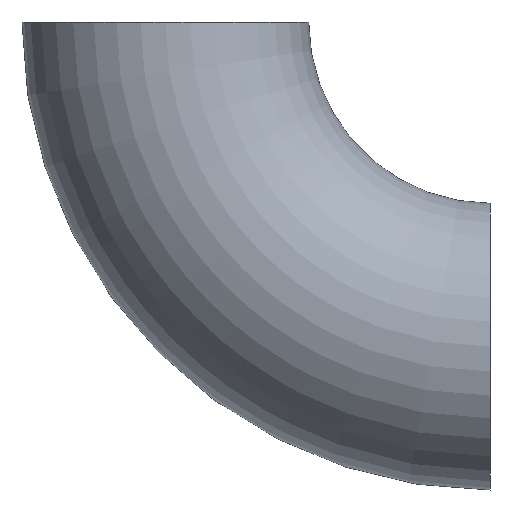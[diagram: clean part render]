
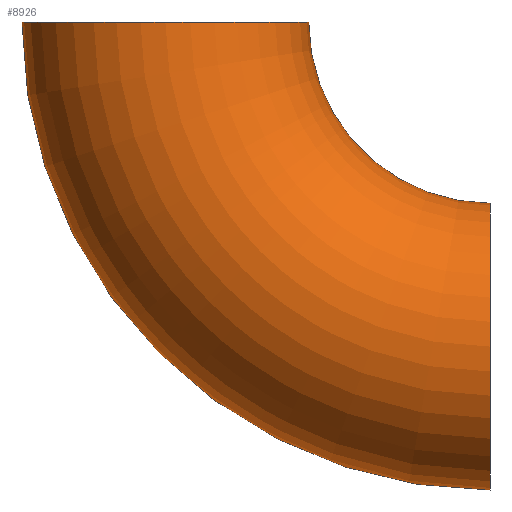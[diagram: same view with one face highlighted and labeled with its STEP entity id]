
A CAD part, left-side view. The second image highlights one B-rep face of the part: STEP entity #8926.
In plain terms, the highlighted toroidal (fillet/blend) face has major radius 48 mm and minor radius 21.2 mm.
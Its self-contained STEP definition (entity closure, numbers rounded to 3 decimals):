
#107 = EDGE_LOOP ( 'NONE', ( #3726, #7454, #1831, #5144 ) ) ;
#237 = EDGE_CURVE ( 'NONE', #2411, #2538, #1365, .T. ) ;
#378 = CARTESIAN_POINT ( 'NONE',  ( 0., 0., 0. ) ) ;
#766 = AXIS2_PLACEMENT_3D ( 'NONE', #8786, #8024, #9547 ) ;
#1365 = CIRCLE ( 'NONE', #4217, 69.2 ) ;
#1831 = ORIENTED_EDGE ( 'NONE', *, *, #6131, .T. ) ;
#1872 = DIRECTION ( 'NONE',  ( 0., 0., 1. ) ) ;
#1908 = DIRECTION ( 'NONE',  ( 0., 1., 0. ) ) ;
#2279 = CARTESIAN_POINT ( 'NONE',  ( 0., 69.2, 0. ) ) ;
#2292 = TOROIDAL_SURFACE ( 'NONE', #3692, 48., 21.2 ) ;
#2411 = VERTEX_POINT ( 'NONE', #2279 ) ;
#2538 = VERTEX_POINT ( 'NONE', #8060 ) ;
#2550 = DIRECTION ( 'NONE',  ( -1., 0., 0. ) ) ;
#2689 = DIRECTION ( 'NONE',  ( -1., 0., 0. ) ) ;
#2788 = FACE_OUTER_BOUND ( 'NONE', #107, .T. ) ;
#3388 = DIRECTION ( 'NONE',  ( -1., 0., 0. ) ) ;
#3692 = AXIS2_PLACEMENT_3D ( 'NONE', #4113, #2550, #7523 ) ;
#3726 = ORIENTED_EDGE ( 'NONE', *, *, #7950, .F. ) ;
#4089 = AXIS2_PLACEMENT_3D ( 'NONE', #378, #3388, #9725 ) ;
#4113 = CARTESIAN_POINT ( 'NONE',  ( 0., 0., 0. ) ) ;
#4217 = AXIS2_PLACEMENT_3D ( 'NONE', #7419, #2689, #9029 ) ;
#5144 = ORIENTED_EDGE ( 'NONE', *, *, #8455, .F. ) ;
#5555 = CARTESIAN_POINT ( 'NONE',  ( 0., 0., -26.8 ) ) ;
#6131 = EDGE_CURVE ( 'NONE', #2538, #9623, #9062, .T. ) ;
#6670 = CARTESIAN_POINT ( 'NONE',  ( 0., 26.8, 0. ) ) ;
#7231 = VERTEX_POINT ( 'NONE', #6670 ) ;
#7419 = CARTESIAN_POINT ( 'NONE',  ( 0., 0., 0. ) ) ;
#7454 = ORIENTED_EDGE ( 'NONE', *, *, #237, .T. ) ;
#7523 = DIRECTION ( 'NONE',  ( 0., 0., 1. ) ) ;
#7950 = EDGE_CURVE ( 'NONE', #2411, #7231, #9489, .T. ) ;
#8024 = DIRECTION ( 'NONE',  ( 0., 0., 1. ) ) ;
#8060 = CARTESIAN_POINT ( 'NONE',  ( 0., 0., -69.2 ) ) ;
#8455 = EDGE_CURVE ( 'NONE', #7231, #9623, #10089, .T. ) ;
#8786 = CARTESIAN_POINT ( 'NONE',  ( 0., 48., 0. ) ) ;
#8926 = ADVANCED_FACE ( 'NONE', ( #2788 ), #2292, .T. ) ;
#9029 = DIRECTION ( 'NONE',  ( 0., 0., 1. ) ) ;
#9062 = CIRCLE ( 'NONE', #10023, 21.2 ) ;
#9489 = CIRCLE ( 'NONE', #766, 21.2 ) ;
#9547 = DIRECTION ( 'NONE',  ( 0., -1., 0. ) ) ;
#9623 = VERTEX_POINT ( 'NONE', #5555 ) ;
#9725 = DIRECTION ( 'NONE',  ( 0., 0., 1. ) ) ;
#9785 = CARTESIAN_POINT ( 'NONE',  ( 0., 0., -48. ) ) ;
#10023 = AXIS2_PLACEMENT_3D ( 'NONE', #9785, #1908, #1872 ) ;
#10089 = CIRCLE ( 'NONE', #4089, 26.8 ) ;
